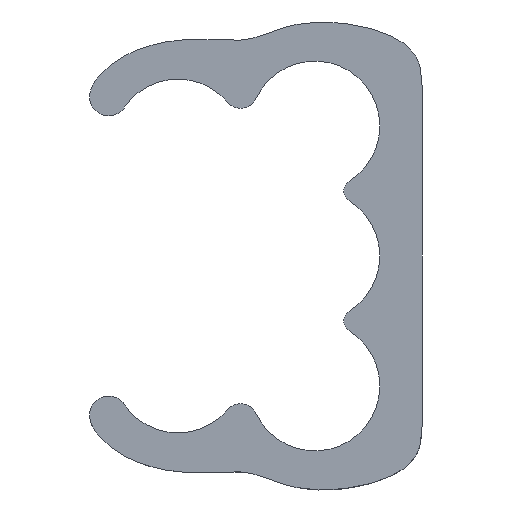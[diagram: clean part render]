
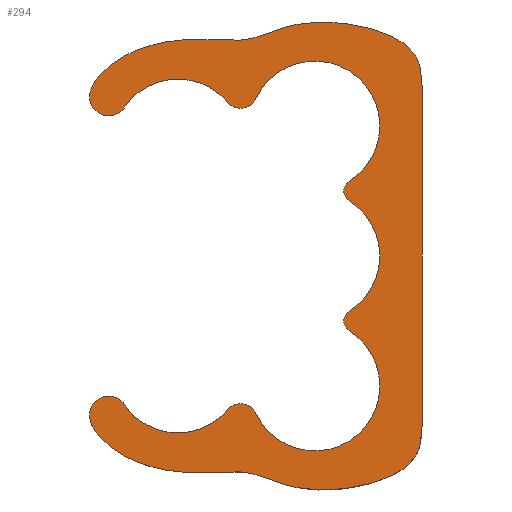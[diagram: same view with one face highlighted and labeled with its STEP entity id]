
A CAD part, left-side view. The second image highlights one B-rep face of the part: STEP entity #294.
In plain terms, the highlighted planar face has unit normal (-1, 0, 0).
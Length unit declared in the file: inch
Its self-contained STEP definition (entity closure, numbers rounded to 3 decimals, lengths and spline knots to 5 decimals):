
#19=CIRCLE('',#312,0.02356);
#21=CIRCLE('',#315,0.08);
#23=CIRCLE('',#318,0.02089);
#25=CIRCLE('',#321,0.08);
#27=CIRCLE('',#324,0.01423);
#29=CIRCLE('',#327,0.08);
#31=CIRCLE('',#330,0.01423);
#33=CIRCLE('',#333,0.08);
#35=CIRCLE('',#336,0.02089);
#37=CIRCLE('',#339,0.08);
#39=CIRCLE('',#342,0.02356);
#54=PLANE('',#345);
#70=FACE_OUTER_BOUND('',#86,.T.);
#86=EDGE_LOOP('',(#263,#264,#265,#266,#267,#268,#269,#270,#271,#272,#273,
#274,#275,#276));
#89=LINE('',#571,#105);
#105=VECTOR('',#355,0.3937);
#119=(
BOUNDED_CURVE()
B_SPLINE_CURVE(5,(#505,#506,#507,#508,#509,#510,#511,#512,#513,#514,#515,
#516,#517,#518,#519,#520,#521,#522,#523,#524,#525,#526,#527,#528,#529,#530,
#531,#532,#533,#534),.UNSPECIFIED.,.F.,.F.)
B_SPLINE_CURVE_WITH_KNOTS((6,1,1,1,1,1,1,1,1,1,1,1,1,1,1,1,1,1,1,1,1,1,
1,1,1,6),(0.,0.04,0.08,0.12,0.16,0.2,0.24,0.28,0.32,0.36,0.4,0.44,0.48,
0.52,0.56,0.6,0.64,0.68,0.72,0.76,0.8,0.84,0.88,0.92,0.96,1.),
 .UNSPECIFIED.)
CURVE()
GEOMETRIC_REPRESENTATION_ITEM()
RATIONAL_B_SPLINE_CURVE((1.,1.,1.,1.,1.,1.,1.,1.,1.,1.,1.,1.,1.,1.,1.,1.,
1.,1.,1.,1.,1.,1.,1.,1.,1.,1.,1.,1.,1.,1.))
REPRESENTATION_ITEM('')
);
#121=(
BOUNDED_CURVE()
B_SPLINE_CURVE(5,(#636,#637,#638,#639,#640,#641,#642,#643,#644,#645,#646,
#647,#648,#649,#650,#651,#652,#653,#654,#655,#656,#657,#658,#659,#660,#661,
#662,#663,#664,#665),.UNSPECIFIED.,.F.,.F.)
B_SPLINE_CURVE_WITH_KNOTS((6,1,1,1,1,1,1,1,1,1,1,1,1,1,1,1,1,1,1,1,1,1,
1,1,1,6),(0.,0.04,0.08,0.12,0.16,0.2,0.24,0.28,0.32,0.36,0.4,0.44,0.48,
0.52,0.56,0.6,0.64,0.68,0.72,0.76,0.8,0.84,0.88,0.92,0.96,1.),
 .UNSPECIFIED.)
CURVE()
GEOMETRIC_REPRESENTATION_ITEM()
RATIONAL_B_SPLINE_CURVE((1.,1.,1.,1.,1.,1.,1.,1.,1.,1.,1.,1.,1.,1.,1.,1.,
1.,1.,1.,1.,1.,1.,1.,1.,1.,1.,1.,1.,1.,1.))
REPRESENTATION_ITEM('')
);
#123=VERTEX_POINT('',#503);
#124=VERTEX_POINT('',#504);
#127=VERTEX_POINT('',#570);
#129=VERTEX_POINT('',#635);
#131=VERTEX_POINT('',#699);
#133=VERTEX_POINT('',#705);
#135=VERTEX_POINT('',#711);
#137=VERTEX_POINT('',#717);
#139=VERTEX_POINT('',#723);
#141=VERTEX_POINT('',#729);
#143=VERTEX_POINT('',#735);
#145=VERTEX_POINT('',#741);
#147=VERTEX_POINT('',#747);
#149=VERTEX_POINT('',#753);
#151=EDGE_CURVE('',#123,#124,#119,.T.);
#155=EDGE_CURVE('',#124,#127,#89,.T.);
#158=EDGE_CURVE('',#129,#127,#121,.T.);
#161=EDGE_CURVE('',#131,#129,#19,.T.);
#164=EDGE_CURVE('',#131,#133,#21,.T.);
#167=EDGE_CURVE('',#135,#133,#23,.T.);
#170=EDGE_CURVE('',#135,#137,#25,.T.);
#173=EDGE_CURVE('',#139,#137,#27,.T.);
#176=EDGE_CURVE('',#139,#141,#29,.T.);
#179=EDGE_CURVE('',#143,#141,#31,.T.);
#182=EDGE_CURVE('',#143,#145,#33,.T.);
#185=EDGE_CURVE('',#147,#145,#35,.T.);
#188=EDGE_CURVE('',#147,#149,#37,.T.);
#191=EDGE_CURVE('',#123,#149,#39,.T.);
#263=ORIENTED_EDGE('',*,*,#191,.F.);
#264=ORIENTED_EDGE('',*,*,#151,.T.);
#265=ORIENTED_EDGE('',*,*,#155,.T.);
#266=ORIENTED_EDGE('',*,*,#158,.F.);
#267=ORIENTED_EDGE('',*,*,#161,.F.);
#268=ORIENTED_EDGE('',*,*,#164,.T.);
#269=ORIENTED_EDGE('',*,*,#167,.F.);
#270=ORIENTED_EDGE('',*,*,#170,.T.);
#271=ORIENTED_EDGE('',*,*,#173,.F.);
#272=ORIENTED_EDGE('',*,*,#176,.T.);
#273=ORIENTED_EDGE('',*,*,#179,.F.);
#274=ORIENTED_EDGE('',*,*,#182,.T.);
#275=ORIENTED_EDGE('',*,*,#185,.F.);
#276=ORIENTED_EDGE('',*,*,#188,.T.);
#294=ADVANCED_FACE('',(#70),#54,.F.);
#312=AXIS2_PLACEMENT_3D('',#700,#361,#362);
#315=AXIS2_PLACEMENT_3D('',#706,#368,#369);
#318=AXIS2_PLACEMENT_3D('',#712,#375,#376);
#321=AXIS2_PLACEMENT_3D('',#718,#382,#383);
#324=AXIS2_PLACEMENT_3D('',#724,#389,#390);
#327=AXIS2_PLACEMENT_3D('',#730,#396,#397);
#330=AXIS2_PLACEMENT_3D('',#736,#403,#404);
#333=AXIS2_PLACEMENT_3D('',#742,#410,#411);
#336=AXIS2_PLACEMENT_3D('',#748,#417,#418);
#339=AXIS2_PLACEMENT_3D('',#754,#424,#425);
#342=AXIS2_PLACEMENT_3D('',#759,#431,#432);
#345=AXIS2_PLACEMENT_3D('',#762,#437,#438);
#355=DIRECTION('',(0.,0.,1.));
#361=DIRECTION('center_axis',(1.,0.,0.));
#362=DIRECTION('ref_axis',(0.,-0.756,-0.655));
#368=DIRECTION('center_axis',(1.,0.,0.));
#369=DIRECTION('ref_axis',(0.,0.843,0.538));
#375=DIRECTION('center_axis',(1.,0.,0.));
#376=DIRECTION('ref_axis',(0.,-0.906,-0.424));
#382=DIRECTION('center_axis',(1.,0.,0.));
#383=DIRECTION('ref_axis',(0.,0.906,0.424));
#389=DIRECTION('center_axis',(1.,0.,0.));
#390=DIRECTION('ref_axis',(0.,0.528,-0.849));
#396=DIRECTION('center_axis',(1.,0.,0.));
#397=DIRECTION('ref_axis',(0.,-0.528,0.849));
#403=DIRECTION('center_axis',(1.,0.,0.));
#404=DIRECTION('ref_axis',(0.,0.528,-0.849));
#410=DIRECTION('center_axis',(1.,0.,0.));
#411=DIRECTION('ref_axis',(0.,-0.528,0.849));
#417=DIRECTION('center_axis',(1.,0.,0.));
#418=DIRECTION('ref_axis',(0.,0.765,0.644));
#424=DIRECTION('center_axis',(1.,0.,0.));
#425=DIRECTION('ref_axis',(0.,-0.765,-0.644));
#431=DIRECTION('center_axis',(1.,0.,0.));
#432=DIRECTION('ref_axis',(0.,0.998,0.069));
#437=DIRECTION('center_axis',(1.,0.,0.));
#438=DIRECTION('ref_axis',(0.,0.,-1.));
#503=CARTESIAN_POINT('',(0.,0.1073,-0.19457));
#504=CARTESIAN_POINT('',(0.,-0.30247,-0.19472));
#505=CARTESIAN_POINT('Ctrl Pts',(0.,0.1073,-0.19457));
#506=CARTESIAN_POINT('Ctrl Pts',(0.,0.10747,-0.19727));
#507=CARTESIAN_POINT('Ctrl Pts',(0.,0.10705,-0.20281));
#508=CARTESIAN_POINT('Ctrl Pts',(0.,0.1041,-0.21149));
#509=CARTESIAN_POINT('Ctrl Pts',(0.,0.09571,-0.22357));
#510=CARTESIAN_POINT('Ctrl Pts',(0.,0.07895,-0.23822));
#511=CARTESIAN_POINT('Ctrl Pts',(0.,0.05748,-0.25087));
#512=CARTESIAN_POINT('Ctrl Pts',(0.,0.03312,-0.26019));
#513=CARTESIAN_POINT('Ctrl Pts',(0.,0.00769,-0.26547));
#514=CARTESIAN_POINT('Ctrl Pts',(0.,-0.01721,-0.26719));
#515=CARTESIAN_POINT('Ctrl Pts',(0.,-0.04028,-0.26664));
#516=CARTESIAN_POINT('Ctrl Pts',(0.,-0.06067,-0.26548));
#517=CARTESIAN_POINT('Ctrl Pts',(0.,-0.07807,-0.26529));
#518=CARTESIAN_POINT('Ctrl Pts',(0.,-0.09282,-0.26723));
#519=CARTESIAN_POINT('Ctrl Pts',(0.,-0.10608,-0.27146));
#520=CARTESIAN_POINT('Ctrl Pts',(0.,-0.11968,-0.27713));
#521=CARTESIAN_POINT('Ctrl Pts',(0.,-0.13547,-0.2829));
#522=CARTESIAN_POINT('Ctrl Pts',(0.,-0.15486,-0.28727));
#523=CARTESIAN_POINT('Ctrl Pts',(0.,-0.1782,-0.28903));
#524=CARTESIAN_POINT('Ctrl Pts',(0.,-0.20428,-0.28763));
#525=CARTESIAN_POINT('Ctrl Pts',(0.,-0.23094,-0.28303));
#526=CARTESIAN_POINT('Ctrl Pts',(0.,-0.25559,-0.27556));
#527=CARTESIAN_POINT('Ctrl Pts',(0.,-0.27586,-0.26572));
#528=CARTESIAN_POINT('Ctrl Pts',(0.,-0.29011,-0.25406));
#529=CARTESIAN_POINT('Ctrl Pts',(0.,-0.29813,-0.24102));
#530=CARTESIAN_POINT('Ctrl Pts',(0.,-0.30142,-0.2268));
#531=CARTESIAN_POINT('Ctrl Pts',(0.,-0.30201,-0.21453));
#532=CARTESIAN_POINT('Ctrl Pts',(0.,-0.30222,-0.20483));
#533=CARTESIAN_POINT('Ctrl Pts',(0.,-0.30238,-0.19813));
#534=CARTESIAN_POINT('Ctrl Pts',(0.,-0.30247,-0.19472));
#570=CARTESIAN_POINT('',(0.,-0.30247,0.19472));
#571=CARTESIAN_POINT('',(0.,-0.30247,-0.19472));
#635=CARTESIAN_POINT('',(0.,0.1073,0.19457));
#636=CARTESIAN_POINT('Ctrl Pts',(0.,0.1073,0.19457));
#637=CARTESIAN_POINT('Ctrl Pts',(0.,0.10747,0.19727));
#638=CARTESIAN_POINT('Ctrl Pts',(0.,0.10705,0.20281));
#639=CARTESIAN_POINT('Ctrl Pts',(0.,0.1041,0.21149));
#640=CARTESIAN_POINT('Ctrl Pts',(0.,0.09571,0.22357));
#641=CARTESIAN_POINT('Ctrl Pts',(0.,0.07895,0.23822));
#642=CARTESIAN_POINT('Ctrl Pts',(0.,0.05748,0.25087));
#643=CARTESIAN_POINT('Ctrl Pts',(0.,0.03312,0.26019));
#644=CARTESIAN_POINT('Ctrl Pts',(0.,0.00769,0.26547));
#645=CARTESIAN_POINT('Ctrl Pts',(0.,-0.01721,0.26719));
#646=CARTESIAN_POINT('Ctrl Pts',(0.,-0.04028,0.26664));
#647=CARTESIAN_POINT('Ctrl Pts',(0.,-0.06067,0.26548));
#648=CARTESIAN_POINT('Ctrl Pts',(0.,-0.07807,0.26529));
#649=CARTESIAN_POINT('Ctrl Pts',(0.,-0.09282,0.26723));
#650=CARTESIAN_POINT('Ctrl Pts',(0.,-0.10608,0.27146));
#651=CARTESIAN_POINT('Ctrl Pts',(0.,-0.11968,0.27713));
#652=CARTESIAN_POINT('Ctrl Pts',(0.,-0.13547,0.2829));
#653=CARTESIAN_POINT('Ctrl Pts',(0.,-0.15486,0.28727));
#654=CARTESIAN_POINT('Ctrl Pts',(0.,-0.1782,0.28903));
#655=CARTESIAN_POINT('Ctrl Pts',(0.,-0.20428,0.28763));
#656=CARTESIAN_POINT('Ctrl Pts',(0.,-0.23094,0.28303));
#657=CARTESIAN_POINT('Ctrl Pts',(0.,-0.25559,0.27556));
#658=CARTESIAN_POINT('Ctrl Pts',(0.,-0.27586,0.26572));
#659=CARTESIAN_POINT('Ctrl Pts',(0.,-0.29011,0.25406));
#660=CARTESIAN_POINT('Ctrl Pts',(0.,-0.29813,0.24102));
#661=CARTESIAN_POINT('Ctrl Pts',(0.,-0.30142,0.2268));
#662=CARTESIAN_POINT('Ctrl Pts',(0.,-0.30201,0.21453));
#663=CARTESIAN_POINT('Ctrl Pts',(0.,-0.30222,0.20483));
#664=CARTESIAN_POINT('Ctrl Pts',(0.,-0.30238,0.19813));
#665=CARTESIAN_POINT('Ctrl Pts',(0.,-0.30247,0.19472));
#699=CARTESIAN_POINT('',(0.,0.06599,0.18084));
#700=CARTESIAN_POINT('Origin',(0.,0.0838,0.19627));
#705=CARTESIAN_POINT('',(0.,-0.06265,0.18934));
#706=CARTESIAN_POINT('Origin',(0.,-0.00145,0.13781));
#711=CARTESIAN_POINT('',(0.,-0.09755,0.19393));
#712=CARTESIAN_POINT('Origin',(0.,-0.07863,0.2028));
#717=CARTESIAN_POINT('',(0.,-0.21227,0.09208));
#718=CARTESIAN_POINT('Origin',(0.,-0.17,0.16));
#723=CARTESIAN_POINT('',(0.,-0.21227,0.06792));
#724=CARTESIAN_POINT('Origin',(0.,-0.21979,0.08));
#729=CARTESIAN_POINT('',(0.,-0.21227,-0.06792));
#730=CARTESIAN_POINT('Origin',(0.,-0.17,0.));
#735=CARTESIAN_POINT('',(0.,-0.21227,-0.09208));
#736=CARTESIAN_POINT('Origin',(0.,-0.21979,-0.08));
#741=CARTESIAN_POINT('',(0.,-0.09755,-0.19393));
#742=CARTESIAN_POINT('Origin',(0.,-0.17,-0.16));
#747=CARTESIAN_POINT('',(0.,-0.06265,-0.18934));
#748=CARTESIAN_POINT('Origin',(0.,-0.07863,-0.2028));
#753=CARTESIAN_POINT('',(0.,0.06618,-0.18053));
#754=CARTESIAN_POINT('Origin',(0.,-0.00145,-0.13781));
#759=CARTESIAN_POINT('Origin',(0.,0.08379,-0.19619));
#762=CARTESIAN_POINT('Origin',(0.,-0.0975,0.));
